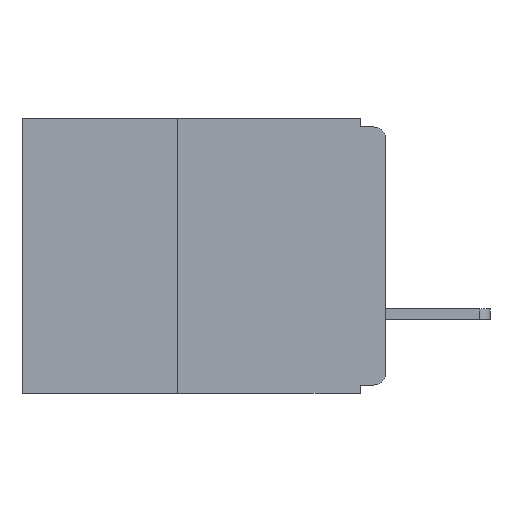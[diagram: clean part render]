
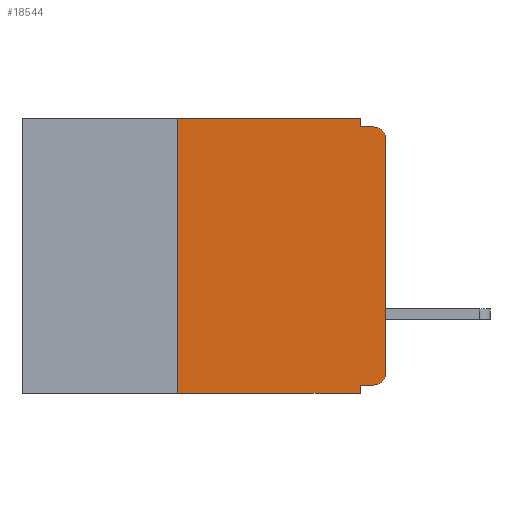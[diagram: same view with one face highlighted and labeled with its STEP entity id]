
A CAD part, left-side view. The second image highlights one B-rep face of the part: STEP entity #18544.
In plain terms, the highlighted planar face has unit normal (-1, 0, 0).
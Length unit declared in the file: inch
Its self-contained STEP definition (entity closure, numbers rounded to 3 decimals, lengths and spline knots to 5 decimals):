
#75 = DIRECTION ( 'NONE',  ( 0., 0., -1. ) ) ;
#395 = CARTESIAN_POINT ( 'NONE',  ( 0., 0.437, -0.33 ) ) ;
#460 = DIRECTION ( 'NONE',  ( 0., 0., -1. ) ) ;
#1504 = EDGE_CURVE ( 'NONE', #21478, #21431, #10637, .T. ) ;
#2001 = VECTOR ( 'NONE', #6024, 39.37008 ) ;
#2179 = ORIENTED_EDGE ( 'NONE', *, *, #22211, .T. ) ;
#2241 = AXIS2_PLACEMENT_3D ( 'NONE', #8317, #20491, #10131 ) ;
#2258 = FACE_OUTER_BOUND ( 'NONE', #8610, .T. ) ;
#2861 = ORIENTED_EDGE ( 'NONE', *, *, #15807, .F. ) ;
#3069 = CARTESIAN_POINT ( 'NONE',  ( 0., 0.031, -0.33 ) ) ;
#3341 = CARTESIAN_POINT ( 'NONE',  ( 0., 0.25, -0.33 ) ) ;
#4102 = LINE ( 'NONE', #8697, #12742 ) ;
#4976 = ORIENTED_EDGE ( 'NONE', *, *, #18320, .F. ) ;
#5618 = ORIENTED_EDGE ( 'NONE', *, *, #15450, .F. ) ;
#5851 = VECTOR ( 'NONE', #12080, 39.37008 ) ;
#6024 = DIRECTION ( 'NONE',  ( 0., -1., 0. ) ) ;
#6096 = DIRECTION ( 'NONE',  ( 0., 1., 0. ) ) ;
#6452 = VERTEX_POINT ( 'NONE', #12335 ) ;
#6537 = EDGE_CURVE ( 'NONE', #6452, #14791, #21634, .T. ) ;
#6550 = LINE ( 'NONE', #21566, #2001 ) ;
#7168 = ORIENTED_EDGE ( 'NONE', *, *, #13028, .T. ) ;
#7859 = VECTOR ( 'NONE', #6096, 39.37008 ) ;
#7929 = DIRECTION ( 'NONE',  ( 0., 0., -1. ) ) ;
#7933 = DIRECTION ( 'NONE',  ( -1., 0., 0. ) ) ;
#7984 = CARTESIAN_POINT ( 'NONE',  ( 0., 0.015, -0.305 ) ) ;
#8247 = PLANE ( 'NONE',  #2241 ) ;
#8262 = VECTOR ( 'NONE', #13733, 39.37008 ) ;
#8317 = CARTESIAN_POINT ( 'NONE',  ( 0., 0.437, 0. ) ) ;
#8570 = DIRECTION ( 'NONE',  ( -1., 0., 0. ) ) ;
#8610 = EDGE_LOOP ( 'NONE', ( #19538, #7168, #4976, #9383, #2861, #5618, #2179, #19780, #12710, #22433 ) ) ;
#8697 = CARTESIAN_POINT ( 'NONE',  ( 0., 0.031, 0. ) ) ;
#9383 = ORIENTED_EDGE ( 'NONE', *, *, #11932, .F. ) ;
#9536 = VERTEX_POINT ( 'NONE', #10408 ) ;
#9771 = VECTOR ( 'NONE', #10775, 39.37008 ) ;
#10131 = DIRECTION ( 'NONE',  ( 0., 0., -1. ) ) ;
#10408 = CARTESIAN_POINT ( 'NONE',  ( 0., 0.25, 0. ) ) ;
#10438 = VERTEX_POINT ( 'NONE', #14545 ) ;
#10498 = LINE ( 'NONE', #18978, #5851 ) ;
#10637 = CIRCLE ( 'NONE', #21950, 0.015 ) ;
#10775 = DIRECTION ( 'NONE',  ( 0., -1., 0. ) ) ;
#10850 = AXIS2_PLACEMENT_3D ( 'NONE', #18972, #8570, #20715 ) ;
#11333 = CARTESIAN_POINT ( 'NONE',  ( 0., 0.25, -0.33 ) ) ;
#11932 = EDGE_CURVE ( 'NONE', #19118, #13349, #4102, .T. ) ;
#12080 = DIRECTION ( 'NONE',  ( 0., 0., 1. ) ) ;
#12327 = VERTEX_POINT ( 'NONE', #21866 ) ;
#12335 = CARTESIAN_POINT ( 'NONE',  ( 0., 0.031, -0.32 ) ) ;
#12370 = LINE ( 'NONE', #3341, #8262 ) ;
#12710 = ORIENTED_EDGE ( 'NONE', *, *, #21175, .F. ) ;
#12742 = VECTOR ( 'NONE', #75, 39.37008 ) ;
#13028 = EDGE_CURVE ( 'NONE', #10438, #12327, #17029, .T. ) ;
#13349 = VERTEX_POINT ( 'NONE', #14599 ) ;
#13733 = DIRECTION ( 'NONE',  ( 0., 0., 1. ) ) ;
#13853 = CARTESIAN_POINT ( 'NONE',  ( 0., 0.015, -0.32 ) ) ;
#14268 = EDGE_CURVE ( 'NONE', #21431, #10438, #10498, .T. ) ;
#14338 = CARTESIAN_POINT ( 'NONE',  ( 0., 0.031, -0.33 ) ) ;
#14545 = CARTESIAN_POINT ( 'NONE',  ( 0., 0., -0.025 ) ) ;
#14599 = CARTESIAN_POINT ( 'NONE',  ( 0., 0.031, -0.01 ) ) ;
#14791 = VERTEX_POINT ( 'NONE', #3069 ) ;
#15450 = EDGE_CURVE ( 'NONE', #21221, #9536, #12370, .T. ) ;
#15807 = EDGE_CURVE ( 'NONE', #9536, #19118, #18053, .T. ) ;
#16480 = CARTESIAN_POINT ( 'NONE',  ( 0., 0., -0.32 ) ) ;
#16709 = CARTESIAN_POINT ( 'NONE',  ( 0., 0.437, 0. ) ) ;
#17029 = CIRCLE ( 'NONE', #10850, 0.015 ) ;
#18053 = LINE ( 'NONE', #16709, #22099 ) ;
#18320 = EDGE_CURVE ( 'NONE', #13349, #12327, #6550, .T. ) ;
#18544 = ADVANCED_FACE ( 'NONE', ( #2258 ), #8247, .F. ) ;
#18717 = CARTESIAN_POINT ( 'NONE',  ( 0., 0.031, 0. ) ) ;
#18972 = CARTESIAN_POINT ( 'NONE',  ( 0., 0.015, -0.025 ) ) ;
#18978 = CARTESIAN_POINT ( 'NONE',  ( 0., 0., 0. ) ) ;
#18982 = LINE ( 'NONE', #395, #9771 ) ;
#19118 = VERTEX_POINT ( 'NONE', #18717 ) ;
#19538 = ORIENTED_EDGE ( 'NONE', *, *, #14268, .T. ) ;
#19780 = ORIENTED_EDGE ( 'NONE', *, *, #6537, .F. ) ;
#20491 = DIRECTION ( 'NONE',  ( 1., 0., 0. ) ) ;
#20639 = CARTESIAN_POINT ( 'NONE',  ( 0., 0., -0.305 ) ) ;
#20715 = DIRECTION ( 'NONE',  ( 0., 0., -1. ) ) ;
#21100 = VECTOR ( 'NONE', #460, 39.37008 ) ;
#21175 = EDGE_CURVE ( 'NONE', #21478, #6452, #21205, .T. ) ;
#21205 = LINE ( 'NONE', #16480, #7859 ) ;
#21221 = VERTEX_POINT ( 'NONE', #11333 ) ;
#21431 = VERTEX_POINT ( 'NONE', #20639 ) ;
#21478 = VERTEX_POINT ( 'NONE', #13853 ) ;
#21566 = CARTESIAN_POINT ( 'NONE',  ( 0., 0., -0.01 ) ) ;
#21634 = LINE ( 'NONE', #14338, #21100 ) ;
#21866 = CARTESIAN_POINT ( 'NONE',  ( 0., 0.015, -0.01 ) ) ;
#21928 = DIRECTION ( 'NONE',  ( 0., -1., 0. ) ) ;
#21950 = AXIS2_PLACEMENT_3D ( 'NONE', #7984, #7933, #7929 ) ;
#22099 = VECTOR ( 'NONE', #21928, 39.37008 ) ;
#22211 = EDGE_CURVE ( 'NONE', #21221, #14791, #18982, .T. ) ;
#22433 = ORIENTED_EDGE ( 'NONE', *, *, #1504, .T. ) ;
